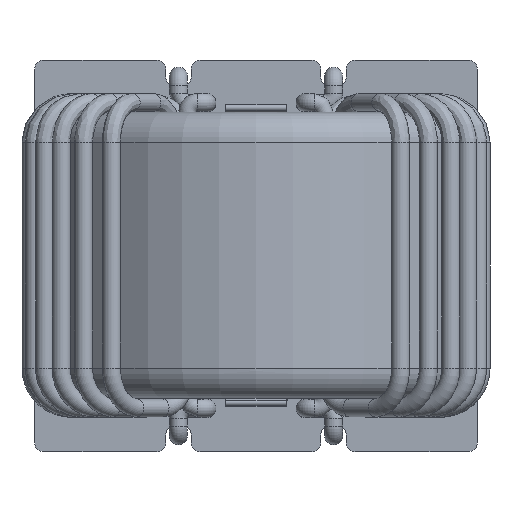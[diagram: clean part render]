
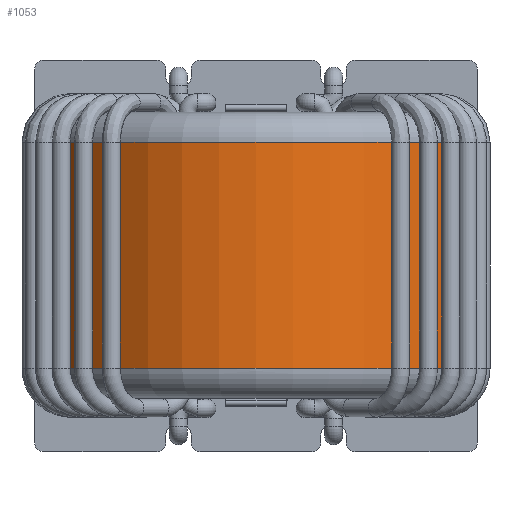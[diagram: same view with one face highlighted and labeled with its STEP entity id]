
A CAD part, top view. The second image highlights one B-rep face of the part: STEP entity #1053.
In plain terms, the highlighted cylindrical face has radius 7.15 mm (diameter 14.3 mm), a full revolution.
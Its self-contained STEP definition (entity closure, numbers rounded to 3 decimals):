
#1053 = ADVANCED_FACE( '', ( #2311, #2312 ), #2313, .T. );
#2311 = FACE_OUTER_BOUND( '', #8570, .T. );
#2312 = FACE_OUTER_BOUND( '', #8571, .T. );
#2313 = CYLINDRICAL_SURFACE( '', #8572, 7.15 );
#8570 = EDGE_LOOP( '', ( #14693 ) );
#8571 = EDGE_LOOP( '', ( #14694 ) );
#8572 = AXIS2_PLACEMENT_3D( '', #14695, #14696, #14697 );
#14693 = ORIENTED_EDGE( '', *, *, #16780, .T. );
#14694 = ORIENTED_EDGE( '', *, *, #16797, .T. );
#14695 = CARTESIAN_POINT( '', ( 0., -4.75, 10.75 ) );
#14696 = DIRECTION( '', ( 0., -1., 0. ) );
#14697 = DIRECTION( '', ( 0., 0., 1. ) );
#16780 = EDGE_CURVE( '', #18340, #18340, #18341, .T. );
#16797 = EDGE_CURVE( '', #18362, #18362, #18363, .F. );
#18340 = VERTEX_POINT( '', #20271 );
#18341 = CIRCLE( '', #20272, 7.15 );
#18362 = VERTEX_POINT( '', #20298 );
#18363 = CIRCLE( '', #20299, 7.15 );
#20271 = CARTESIAN_POINT( '', ( 0., -3.75, 17.9 ) );
#20272 = AXIS2_PLACEMENT_3D( '', #21888, #21889, #21890 );
#20298 = CARTESIAN_POINT( '', ( 0., 3.75, 17.9 ) );
#20299 = AXIS2_PLACEMENT_3D( '', #21905, #21906, #21907 );
#21888 = CARTESIAN_POINT( '', ( 0., -3.75, 10.75 ) );
#21889 = DIRECTION( '', ( 0., 1., 0. ) );
#21890 = DIRECTION( '', ( 0., 0., 1. ) );
#21905 = CARTESIAN_POINT( '', ( 0., 3.75, 10.75 ) );
#21906 = DIRECTION( '', ( 0., 1., 0. ) );
#21907 = DIRECTION( '', ( 0., 0., 1. ) );
